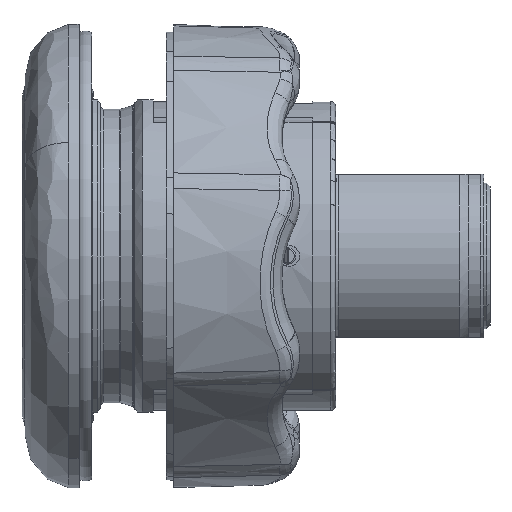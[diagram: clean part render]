
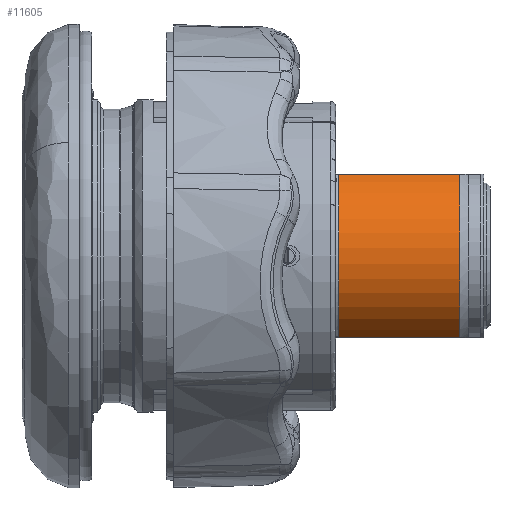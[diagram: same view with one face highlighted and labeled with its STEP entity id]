
A CAD part, left-side view. The second image highlights one B-rep face of the part: STEP entity #11605.
In plain terms, the highlighted cylindrical face has radius 6 mm (diameter 12 mm), a partial arc.
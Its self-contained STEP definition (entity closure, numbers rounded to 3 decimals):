
#1084 = DIRECTION ( 'NONE',  ( 1., 0., 0. ) ) ;
#1359 = CARTESIAN_POINT ( 'NONE',  ( -2.812, -9.55, 5.3 ) ) ;
#1475 = EDGE_LOOP ( 'NONE', ( #21867, #28688, #24340, #4507 ) ) ;
#3407 = DIRECTION ( 'NONE',  ( 0., 1., 0. ) ) ;
#3490 = VERTEX_POINT ( 'NONE', #28895 ) ;
#4507 = ORIENTED_EDGE ( 'NONE', *, *, #22832, .T. ) ;
#6544 = CARTESIAN_POINT ( 'NONE',  ( -2.812, 10.3, 5.3 ) ) ;
#6695 = CYLINDRICAL_SURFACE ( 'NONE', #22203, 6. ) ;
#6964 = DIRECTION ( 'NONE',  ( 0., 1., 0. ) ) ;
#9586 = CIRCLE ( 'NONE', #19505, 6. ) ;
#10995 = DIRECTION ( 'NONE',  ( 1., 0., 0. ) ) ;
#11293 = CARTESIAN_POINT ( 'NONE',  ( -2.812, 10.3, -5.3 ) ) ;
#11430 = CIRCLE ( 'NONE', #15224, 6. ) ;
#11605 = ADVANCED_FACE ( 'NONE', ( #20247 ), #6695, .T. ) ;
#12620 = VECTOR ( 'NONE', #6964, 1000. ) ;
#13773 = EDGE_CURVE ( 'NONE', #18016, #21906, #9586, .T. ) ;
#15224 = AXIS2_PLACEMENT_3D ( 'NONE', #25499, #23307, #1084 ) ;
#15258 = CARTESIAN_POINT ( 'NONE',  ( -2.812, -1.7, -5.3 ) ) ;
#15804 = EDGE_CURVE ( 'NONE', #25031, #18016, #22481, .T. ) ;
#16346 = CARTESIAN_POINT ( 'NONE',  ( -2.812, -9.55, -5.3 ) ) ;
#17300 = EDGE_CURVE ( 'NONE', #25031, #3490, #11430, .T. ) ;
#18016 = VERTEX_POINT ( 'NONE', #16346 ) ;
#18086 = DIRECTION ( 'NONE',  ( 0., -1., 0. ) ) ;
#19505 = AXIS2_PLACEMENT_3D ( 'NONE', #23562, #3407, #21960 ) ;
#20240 = LINE ( 'NONE', #6544, #12620 ) ;
#20247 = FACE_OUTER_BOUND ( 'NONE', #1475, .T. ) ;
#21867 = ORIENTED_EDGE ( 'NONE', *, *, #17300, .F. ) ;
#21906 = VERTEX_POINT ( 'NONE', #1359 ) ;
#21960 = DIRECTION ( 'NONE',  ( 1., 0., 0. ) ) ;
#22189 = VECTOR ( 'NONE', #18086, 1000. ) ;
#22203 = AXIS2_PLACEMENT_3D ( 'NONE', #24631, #28717, #10995 ) ;
#22481 = LINE ( 'NONE', #11293, #22189 ) ;
#22832 = EDGE_CURVE ( 'NONE', #21906, #3490, #20240, .T. ) ;
#23307 = DIRECTION ( 'NONE',  ( 0., 1., 0. ) ) ;
#23562 = CARTESIAN_POINT ( 'NONE',  ( 0., -9.55, 0. ) ) ;
#24340 = ORIENTED_EDGE ( 'NONE', *, *, #13773, .T. ) ;
#24631 = CARTESIAN_POINT ( 'NONE',  ( 0., 10.3, 0. ) ) ;
#25031 = VERTEX_POINT ( 'NONE', #15258 ) ;
#25499 = CARTESIAN_POINT ( 'NONE',  ( 0., -1.7, 0. ) ) ;
#28688 = ORIENTED_EDGE ( 'NONE', *, *, #15804, .T. ) ;
#28717 = DIRECTION ( 'NONE',  ( 0., 1., 0. ) ) ;
#28895 = CARTESIAN_POINT ( 'NONE',  ( -2.812, -1.7, 5.3 ) ) ;
